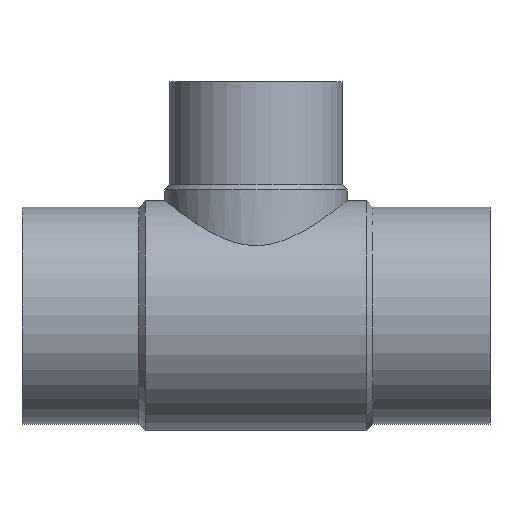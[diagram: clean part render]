
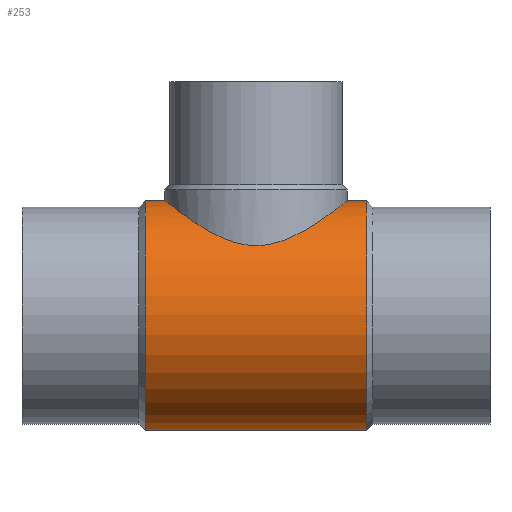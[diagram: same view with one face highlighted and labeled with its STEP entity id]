
A CAD part, top view. The second image highlights one B-rep face of the part: STEP entity #253.
In plain terms, the highlighted cylindrical face has radius 166.85 mm (diameter 333.7 mm), a partial arc.
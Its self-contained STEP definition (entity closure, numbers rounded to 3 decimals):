
#129 = EDGE_CURVE( '', #323, #147, #355, .T. );
#147 = VERTEX_POINT( '', #373 );
#209 = EDGE_CURVE( '', #223, #233, #443, .T. );
#221 = VERTEX_POINT( '', #455 );
#223 = VERTEX_POINT( '', #457 );
#233 = VERTEX_POINT( '', #470 );
#251 = EDGE_CURVE( '', #291, #223, #489, .T. );
#253 = ADVANCED_FACE( '', ( #491 ), #492, .T. );
#257 = EDGE_CURVE( '', #233, #221, #497, .T. );
#291 = VERTEX_POINT( '', #538 );
#323 = VERTEX_POINT( '', #574 );
#331 = EDGE_CURVE( '', #323, #291, #584, .T. );
#335 = EDGE_CURVE( '', #221, #147, #588, .T. );
#355 = CIRCLE( '', #599, 166.85 );
#373 = CARTESIAN_POINT( '', ( -500.65, 166.85, 0. ) );
#443 = LINE( '', #790, #791 );
#455 = CARTESIAN_POINT( '', ( -472.4, 166.85, 0. ) );
#457 = CARTESIAN_POINT( '', ( -179.35, 166.85, 0. ) );
#470 = CARTESIAN_POINT( '', ( -207.6, 166.85, 0. ) );
#489 = CIRCLE( '', #846, 166.85 );
#491 = FACE_OUTER_BOUND( '', #848, .T. );
#492 = CYLINDRICAL_SURFACE( '', #849, 166.85 );
#497 = B_SPLINE_CURVE_WITH_KNOTS( '', 3, ( #855, #856, #857, #858, #859, #860, #861, #862, #863, #864, #865, #866, #867, #868, #869, #870, #871, #872, #873, #874, #875, #876, #877, #878, #879, #880, #881, #882, #883, #884, #885, #886, #887, #888, #889, #890, #891, #892, #893, #894, #895, #896, #897, #898, #899, #900, #901, #902, #903, #904, #905, #906, #907, #908, #909, #910, #911, #912, #913, #914, #915, #916, #917, #918, #919, #920, #921, #922, #923, #924 ), .UNSPECIFIED., .F., .F., ( 4, 2, 2, 2, 2, 2, 2, 2, 2, 2, 2, 2, 2, 2, 2, 2, 2, 2, 2, 2, 2, 2, 2, 2, 2, 2, 2, 2, 2, 2, 2, 2, 2, 2, 4 ), ( 213.445, 226.585, 239.725, 252.865, 266.005, 279.146, 292.286, 305.426, 318.566, 332.107, 345.647, 359.187, 372.728, 386.268, 399.808, 413.349, 420.119, 426.889, 433.659, 440.429, 453.97, 467.51, 481.051, 494.591, 508.131, 521.672, 535.212, 548.352, 561.492, 574.633, 587.773, 600.913, 614.053, 627.193, 640.334 ), .UNSPECIFIED. );
#538 = CARTESIAN_POINT( '', ( -179.35, -166.85, 0. ) );
#574 = CARTESIAN_POINT( '', ( -500.65, -166.85, 0. ) );
#584 = LINE( '', #1169, #1170 );
#588 = LINE( '', #1177, #1178 );
#599 = AXIS2_PLACEMENT_3D( '', #1184, #1185, #1186 );
#790 = CARTESIAN_POINT( '', ( -340., 166.85, 0. ) );
#791 = VECTOR( '', #1291, 1. );
#846 = AXIS2_PLACEMENT_3D( '', #1330, #1331, #1332 );
#848 = EDGE_LOOP( '', ( #1334, #1335, #1336, #1337, #1338, #1339 ) );
#849 = AXIS2_PLACEMENT_3D( '', #1340, #1341, #1342 );
#855 = CARTESIAN_POINT( '', ( -207.6, 166.85, 0. ) );
#856 = CARTESIAN_POINT( '', ( -207.6, 166.85, 4.38 ) );
#857 = CARTESIAN_POINT( '', ( -207.818, 166.677, 8.803 ) );
#858 = CARTESIAN_POINT( '', ( -208.706, 165.974, 17.646 ) );
#859 = CARTESIAN_POINT( '', ( -209.375, 165.444, 22.066 ) );
#860 = CARTESIAN_POINT( '', ( -211.16, 164.039, 30.82 ) );
#861 = CARTESIAN_POINT( '', ( -212.275, 163.163, 35.154 ) );
#862 = CARTESIAN_POINT( '', ( -214.926, 161.096, 43.66 ) );
#863 = CARTESIAN_POINT( '', ( -216.463, 159.904, 47.831 ) );
#864 = CARTESIAN_POINT( '', ( -219.918, 157.25, 55.943 ) );
#865 = CARTESIAN_POINT( '', ( -221.839, 155.786, 59.888 ) );
#866 = CARTESIAN_POINT( '', ( -226.016, 152.642, 67.5 ) );
#867 = CARTESIAN_POINT( '', ( -228.272, 150.962, 71.166 ) );
#868 = CARTESIAN_POINT( '', ( -233.059, 147.455, 78.175 ) );
#869 = CARTESIAN_POINT( '', ( -235.59, 145.627, 81.518 ) );
#870 = CARTESIAN_POINT( '', ( -240.853, 141.901, 87.844 ) );
#871 = CARTESIAN_POINT( '', ( -243.586, 140.002, 90.828 ) );
#872 = CARTESIAN_POINT( '', ( -249.257, 136.158, 96.499 ) );
#873 = CARTESIAN_POINT( '', ( -252.31, 134.137, 99.285 ) );
#874 = CARTESIAN_POINT( '', ( -258.732, 130.029, 104.607 ) );
#875 = CARTESIAN_POINT( '', ( -262.101, 127.943, 107.142 ) );
#876 = CARTESIAN_POINT( '', ( -269.12, 123.795, 111.91 ) );
#877 = CARTESIAN_POINT( '', ( -272.769, 121.733, 114.141 ) );
#878 = CARTESIAN_POINT( '', ( -280.312, 117.735, 118.261 ) );
#879 = CARTESIAN_POINT( '', ( -284.206, 115.799, 120.148 ) );
#880 = CARTESIAN_POINT( '', ( -292.2, 112.166, 123.547 ) );
#881 = CARTESIAN_POINT( '', ( -296.304, 110.468, 125.059 ) );
#882 = CARTESIAN_POINT( '', ( -304.687, 107.429, 127.679 ) );
#883 = CARTESIAN_POINT( '', ( -308.966, 106.088, 128.788 ) );
#884 = CARTESIAN_POINT( '', ( -317.659, 103.878, 130.577 ) );
#885 = CARTESIAN_POINT( '', ( -322.073, 103.01, 131.257 ) );
#886 = CARTESIAN_POINT( '', ( -328.758, 102.131, 131.941 ) );
#887 = CARTESIAN_POINT( '', ( -330.997, 101.908, 132.113 ) );
#888 = CARTESIAN_POINT( '', ( -335.49, 101.609, 132.342 ) );
#889 = CARTESIAN_POINT( '', ( -337.743, 101.534, 132.4 ) );
#890 = CARTESIAN_POINT( '', ( -342.257, 101.534, 132.4 ) );
#891 = CARTESIAN_POINT( '', ( -344.51, 101.609, 132.342 ) );
#892 = CARTESIAN_POINT( '', ( -349.003, 101.908, 132.113 ) );
#893 = CARTESIAN_POINT( '', ( -351.242, 102.131, 131.941 ) );
#894 = CARTESIAN_POINT( '', ( -357.927, 103.01, 131.257 ) );
#895 = CARTESIAN_POINT( '', ( -362.341, 103.878, 130.577 ) );
#896 = CARTESIAN_POINT( '', ( -371.034, 106.088, 128.788 ) );
#897 = CARTESIAN_POINT( '', ( -375.313, 107.429, 127.679 ) );
#898 = CARTESIAN_POINT( '', ( -383.696, 110.468, 125.059 ) );
#899 = CARTESIAN_POINT( '', ( -387.8, 112.166, 123.547 ) );
#900 = CARTESIAN_POINT( '', ( -395.794, 115.799, 120.148 ) );
#901 = CARTESIAN_POINT( '', ( -399.688, 117.735, 118.261 ) );
#902 = CARTESIAN_POINT( '', ( -407.231, 121.733, 114.141 ) );
#903 = CARTESIAN_POINT( '', ( -410.88, 123.795, 111.91 ) );
#904 = CARTESIAN_POINT( '', ( -417.899, 127.943, 107.142 ) );
#905 = CARTESIAN_POINT( '', ( -421.268, 130.029, 104.607 ) );
#906 = CARTESIAN_POINT( '', ( -427.69, 134.137, 99.285 ) );
#907 = CARTESIAN_POINT( '', ( -430.743, 136.158, 96.499 ) );
#908 = CARTESIAN_POINT( '', ( -436.414, 140.002, 90.828 ) );
#909 = CARTESIAN_POINT( '', ( -439.147, 141.901, 87.844 ) );
#910 = CARTESIAN_POINT( '', ( -444.41, 145.627, 81.518 ) );
#911 = CARTESIAN_POINT( '', ( -446.941, 147.455, 78.175 ) );
#912 = CARTESIAN_POINT( '', ( -451.728, 150.962, 71.166 ) );
#913 = CARTESIAN_POINT( '', ( -453.984, 152.642, 67.5 ) );
#914 = CARTESIAN_POINT( '', ( -458.161, 155.786, 59.888 ) );
#915 = CARTESIAN_POINT( '', ( -460.082, 157.25, 55.943 ) );
#916 = CARTESIAN_POINT( '', ( -463.537, 159.904, 47.831 ) );
#917 = CARTESIAN_POINT( '', ( -465.074, 161.096, 43.66 ) );
#918 = CARTESIAN_POINT( '', ( -467.725, 163.163, 35.154 ) );
#919 = CARTESIAN_POINT( '', ( -468.84, 164.039, 30.82 ) );
#920 = CARTESIAN_POINT( '', ( -470.625, 165.444, 22.066 ) );
#921 = CARTESIAN_POINT( '', ( -471.294, 165.974, 17.646 ) );
#922 = CARTESIAN_POINT( '', ( -472.182, 166.677, 8.803 ) );
#923 = CARTESIAN_POINT( '', ( -472.4, 166.85, 4.38 ) );
#924 = CARTESIAN_POINT( '', ( -472.4, 166.85, 0. ) );
#1169 = CARTESIAN_POINT( '', ( -340., -166.85, 0. ) );
#1170 = VECTOR( '', #1468, 1. );
#1177 = CARTESIAN_POINT( '', ( -340., 166.85, 0. ) );
#1178 = VECTOR( '', #1470, 1. );
#1184 = CARTESIAN_POINT( '', ( -500.65, 0., 0. ) );
#1185 = DIRECTION( '', ( -1., 0., 0. ) );
#1186 = DIRECTION( '', ( 0., 1., 0. ) );
#1291 = DIRECTION( '', ( -1., 0., 0. ) );
#1330 = CARTESIAN_POINT( '', ( -179.35, 0., 0. ) );
#1331 = DIRECTION( '', ( -1., 0., 0. ) );
#1332 = DIRECTION( '', ( 0., 1., 0. ) );
#1334 = ORIENTED_EDGE( '', *, *, #209, .T. );
#1335 = ORIENTED_EDGE( '', *, *, #257, .T. );
#1336 = ORIENTED_EDGE( '', *, *, #335, .T. );
#1337 = ORIENTED_EDGE( '', *, *, #129, .F. );
#1338 = ORIENTED_EDGE( '', *, *, #331, .T. );
#1339 = ORIENTED_EDGE( '', *, *, #251, .T. );
#1340 = CARTESIAN_POINT( '', ( -340., 0., 0. ) );
#1341 = DIRECTION( '', ( 1., 0., 0. ) );
#1342 = DIRECTION( '', ( 0., 1., 0. ) );
#1468 = DIRECTION( '', ( 1., 0., 0. ) );
#1470 = DIRECTION( '', ( -1., 0., 0. ) );
